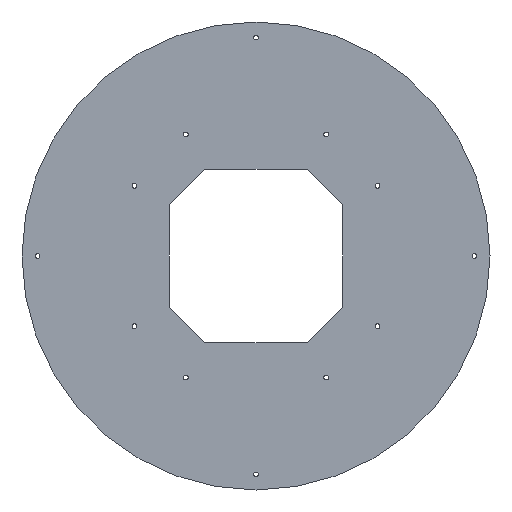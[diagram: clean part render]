
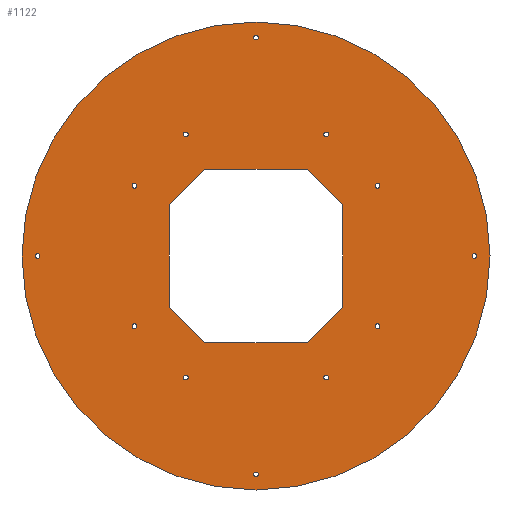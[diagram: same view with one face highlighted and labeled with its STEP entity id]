
A CAD part, front view. The second image highlights one B-rep face of the part: STEP entity #1122.
In plain terms, the highlighted planar face has unit normal (0, -1, 0).
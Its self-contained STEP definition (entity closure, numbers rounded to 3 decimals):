
#54=FACE_BOUND('',#229,.T.);
#55=FACE_BOUND('',#230,.T.);
#56=FACE_BOUND('',#231,.T.);
#57=FACE_BOUND('',#232,.T.);
#58=FACE_BOUND('',#233,.T.);
#59=FACE_BOUND('',#234,.T.);
#60=FACE_BOUND('',#235,.T.);
#61=FACE_BOUND('',#236,.T.);
#62=FACE_BOUND('',#237,.T.);
#63=FACE_BOUND('',#238,.T.);
#64=FACE_BOUND('',#239,.T.);
#65=FACE_BOUND('',#240,.T.);
#66=FACE_BOUND('',#241,.T.);
#80=CIRCLE('',#1180,3.05);
#81=CIRCLE('',#1182,3.05);
#82=CIRCLE('',#1184,3.05);
#83=CIRCLE('',#1186,3.05);
#84=CIRCLE('',#1188,3.05);
#85=CIRCLE('',#1190,3.05);
#86=CIRCLE('',#1192,3.05);
#87=CIRCLE('',#1194,3.05);
#88=CIRCLE('',#1196,3.05);
#89=CIRCLE('',#1198,3.05);
#90=CIRCLE('',#1200,3.05);
#91=CIRCLE('',#1202,3.05);
#92=CIRCLE('',#1204,300.);
#147=FACE_OUTER_BOUND('',#228,.T.);
#228=EDGE_LOOP('',(#1005));
#229=EDGE_LOOP('',(#1006,#1007,#1008,#1009,#1010,#1011,#1012,#1013));
#230=EDGE_LOOP('',(#1014));
#231=EDGE_LOOP('',(#1015));
#232=EDGE_LOOP('',(#1016));
#233=EDGE_LOOP('',(#1017));
#234=EDGE_LOOP('',(#1018));
#235=EDGE_LOOP('',(#1019));
#236=EDGE_LOOP('',(#1020));
#237=EDGE_LOOP('',(#1021));
#238=EDGE_LOOP('',(#1022));
#239=EDGE_LOOP('',(#1023));
#240=EDGE_LOOP('',(#1024));
#241=EDGE_LOOP('',(#1025));
#288=LINE('',#1589,#408);
#318=LINE('',#1672,#438);
#353=LINE('',#1741,#473);
#354=LINE('',#1744,#474);
#356=LINE('',#1747,#476);
#358=LINE('',#1751,#478);
#360=LINE('',#1755,#480);
#361=LINE('',#1757,#481);
#408=VECTOR('',#1288,10.);
#438=VECTOR('',#1348,10.);
#473=VECTOR('',#1417,10.);
#474=VECTOR('',#1420,10.);
#476=VECTOR('',#1424,10.);
#478=VECTOR('',#1428,10.);
#480=VECTOR('',#1432,10.);
#481=VECTOR('',#1435,10.);
#515=VERTEX_POINT('',#1586);
#516=VERTEX_POINT('',#1588);
#553=VERTEX_POINT('',#1669);
#554=VERTEX_POINT('',#1671);
#571=VERTEX_POINT('',#1739);
#572=VERTEX_POINT('',#1743);
#573=VERTEX_POINT('',#1749);
#574=VERTEX_POINT('',#1753);
#575=VERTEX_POINT('',#1759);
#576=VERTEX_POINT('',#1762);
#577=VERTEX_POINT('',#1765);
#578=VERTEX_POINT('',#1768);
#579=VERTEX_POINT('',#1771);
#580=VERTEX_POINT('',#1774);
#581=VERTEX_POINT('',#1777);
#582=VERTEX_POINT('',#1780);
#583=VERTEX_POINT('',#1783);
#584=VERTEX_POINT('',#1786);
#585=VERTEX_POINT('',#1789);
#586=VERTEX_POINT('',#1792);
#587=VERTEX_POINT('',#1795);
#634=EDGE_CURVE('',#516,#515,#288,.T.);
#677=EDGE_CURVE('',#554,#553,#318,.T.);
#712=EDGE_CURVE('',#553,#571,#353,.T.);
#713=EDGE_CURVE('',#572,#516,#354,.T.);
#715=EDGE_CURVE('',#515,#554,#356,.T.);
#717=EDGE_CURVE('',#571,#573,#358,.T.);
#719=EDGE_CURVE('',#573,#574,#360,.T.);
#720=EDGE_CURVE('',#574,#572,#361,.T.);
#721=EDGE_CURVE('',#575,#575,#80,.T.);
#722=EDGE_CURVE('',#576,#576,#81,.T.);
#723=EDGE_CURVE('',#577,#577,#82,.T.);
#724=EDGE_CURVE('',#578,#578,#83,.T.);
#725=EDGE_CURVE('',#579,#579,#84,.T.);
#726=EDGE_CURVE('',#580,#580,#85,.T.);
#727=EDGE_CURVE('',#581,#581,#86,.T.);
#728=EDGE_CURVE('',#582,#582,#87,.T.);
#729=EDGE_CURVE('',#583,#583,#88,.T.);
#730=EDGE_CURVE('',#584,#584,#89,.T.);
#731=EDGE_CURVE('',#585,#585,#90,.T.);
#732=EDGE_CURVE('',#586,#586,#91,.T.);
#733=EDGE_CURVE('',#587,#587,#92,.T.);
#1005=ORIENTED_EDGE('',*,*,#733,.F.);
#1006=ORIENTED_EDGE('',*,*,#712,.T.);
#1007=ORIENTED_EDGE('',*,*,#717,.T.);
#1008=ORIENTED_EDGE('',*,*,#719,.T.);
#1009=ORIENTED_EDGE('',*,*,#720,.T.);
#1010=ORIENTED_EDGE('',*,*,#713,.T.);
#1011=ORIENTED_EDGE('',*,*,#634,.T.);
#1012=ORIENTED_EDGE('',*,*,#715,.T.);
#1013=ORIENTED_EDGE('',*,*,#677,.T.);
#1014=ORIENTED_EDGE('',*,*,#732,.F.);
#1015=ORIENTED_EDGE('',*,*,#731,.F.);
#1016=ORIENTED_EDGE('',*,*,#730,.F.);
#1017=ORIENTED_EDGE('',*,*,#729,.F.);
#1018=ORIENTED_EDGE('',*,*,#728,.F.);
#1019=ORIENTED_EDGE('',*,*,#727,.F.);
#1020=ORIENTED_EDGE('',*,*,#726,.F.);
#1021=ORIENTED_EDGE('',*,*,#725,.F.);
#1022=ORIENTED_EDGE('',*,*,#724,.F.);
#1023=ORIENTED_EDGE('',*,*,#723,.F.);
#1024=ORIENTED_EDGE('',*,*,#722,.F.);
#1025=ORIENTED_EDGE('',*,*,#721,.F.);
#1067=PLANE('',#1205);
#1122=ADVANCED_FACE('',(#147,#54,#55,#56,#57,#58,#59,#60,#61,#62,#63,#64,
#65,#66),#1067,.F.);
#1180=AXIS2_PLACEMENT_3D('',#1760,#1438,#1439);
#1182=AXIS2_PLACEMENT_3D('',#1763,#1442,#1443);
#1184=AXIS2_PLACEMENT_3D('',#1766,#1446,#1447);
#1186=AXIS2_PLACEMENT_3D('',#1769,#1450,#1451);
#1188=AXIS2_PLACEMENT_3D('',#1772,#1454,#1455);
#1190=AXIS2_PLACEMENT_3D('',#1775,#1458,#1459);
#1192=AXIS2_PLACEMENT_3D('',#1778,#1462,#1463);
#1194=AXIS2_PLACEMENT_3D('',#1781,#1466,#1467);
#1196=AXIS2_PLACEMENT_3D('',#1784,#1470,#1471);
#1198=AXIS2_PLACEMENT_3D('',#1787,#1474,#1475);
#1200=AXIS2_PLACEMENT_3D('',#1790,#1478,#1479);
#1202=AXIS2_PLACEMENT_3D('',#1793,#1482,#1483);
#1204=AXIS2_PLACEMENT_3D('',#1796,#1486,#1487);
#1205=AXIS2_PLACEMENT_3D('',#1797,#1488,#1489);
#1288=DIRECTION('',(0.707,0.,0.707));
#1348=DIRECTION('',(0.707,0.,-0.707));
#1417=DIRECTION('',(0.,0.,-1.));
#1420=DIRECTION('',(0.,0.,1.));
#1424=DIRECTION('',(1.,0.,0.));
#1428=DIRECTION('',(-0.707,0.,-0.707));
#1432=DIRECTION('',(-1.,0.,0.));
#1435=DIRECTION('',(-0.707,0.,0.707));
#1438=DIRECTION('center_axis',(0.,-1.,0.));
#1439=DIRECTION('ref_axis',(1.,0.,0.));
#1442=DIRECTION('center_axis',(0.,-1.,0.));
#1443=DIRECTION('ref_axis',(1.,0.,0.));
#1446=DIRECTION('center_axis',(0.,-1.,0.));
#1447=DIRECTION('ref_axis',(1.,0.,0.));
#1450=DIRECTION('center_axis',(0.,-1.,0.));
#1451=DIRECTION('ref_axis',(1.,0.,0.));
#1454=DIRECTION('center_axis',(0.,-1.,0.));
#1455=DIRECTION('ref_axis',(1.,0.,0.));
#1458=DIRECTION('center_axis',(0.,-1.,0.));
#1459=DIRECTION('ref_axis',(1.,0.,0.));
#1462=DIRECTION('center_axis',(0.,-1.,0.));
#1463=DIRECTION('ref_axis',(1.,0.,0.));
#1466=DIRECTION('center_axis',(0.,-1.,0.));
#1467=DIRECTION('ref_axis',(1.,0.,0.));
#1470=DIRECTION('center_axis',(0.,-1.,0.));
#1471=DIRECTION('ref_axis',(1.,0.,0.));
#1474=DIRECTION('center_axis',(0.,-1.,0.));
#1475=DIRECTION('ref_axis',(1.,0.,0.));
#1478=DIRECTION('center_axis',(0.,-1.,0.));
#1479=DIRECTION('ref_axis',(1.,0.,0.));
#1482=DIRECTION('center_axis',(0.,-1.,0.));
#1483=DIRECTION('ref_axis',(1.,0.,0.));
#1486=DIRECTION('center_axis',(0.,1.,0.));
#1487=DIRECTION('ref_axis',(1.,0.,0.));
#1488=DIRECTION('center_axis',(0.,1.,0.));
#1489=DIRECTION('ref_axis',(1.,0.,0.));
#1586=CARTESIAN_POINT('',(-66.,0.,111.));
#1588=CARTESIAN_POINT('',(-111.,0.,66.));
#1589=CARTESIAN_POINT('',(-77.25,0.,99.75));
#1669=CARTESIAN_POINT('',(111.,0.,66.));
#1671=CARTESIAN_POINT('',(66.,0.,111.));
#1672=CARTESIAN_POINT('',(99.75,0.,77.25));
#1739=CARTESIAN_POINT('',(111.,0.,-66.));
#1741=CARTESIAN_POINT('',(111.,0.,-33.));
#1743=CARTESIAN_POINT('',(-111.,0.,-66.));
#1744=CARTESIAN_POINT('',(-111.,0.,33.));
#1747=CARTESIAN_POINT('',(33.,0.,111.));
#1749=CARTESIAN_POINT('',(66.,0.,-111.));
#1751=CARTESIAN_POINT('',(77.25,0.,-99.75));
#1753=CARTESIAN_POINT('',(-66.,0.,-111.));
#1755=CARTESIAN_POINT('',(-33.,0.,-111.));
#1757=CARTESIAN_POINT('',(-99.75,0.,-77.25));
#1759=CARTESIAN_POINT('',(-158.935,0.,-90.));
#1760=CARTESIAN_POINT('Origin',(-155.885,0.,-90.));
#1762=CARTESIAN_POINT('',(276.95,0.,0.));
#1763=CARTESIAN_POINT('Origin',(280.,0.,0.));
#1765=CARTESIAN_POINT('',(152.835,0.,-90.));
#1766=CARTESIAN_POINT('Origin',(155.885,0.,-90.));
#1768=CARTESIAN_POINT('',(86.95,0.,155.885));
#1769=CARTESIAN_POINT('Origin',(90.,0.,155.885));
#1771=CARTESIAN_POINT('',(-93.05,0.,155.885));
#1772=CARTESIAN_POINT('Origin',(-90.,0.,155.885));
#1774=CARTESIAN_POINT('',(-3.05,0.,-280.));
#1775=CARTESIAN_POINT('Origin',(0.,0.,-280.));
#1777=CARTESIAN_POINT('',(86.95,0.,-155.885));
#1778=CARTESIAN_POINT('Origin',(90.,0.,-155.885));
#1780=CARTESIAN_POINT('',(-283.05,0.,0.));
#1781=CARTESIAN_POINT('Origin',(-280.,0.,0.));
#1783=CARTESIAN_POINT('',(152.835,0.,90.));
#1784=CARTESIAN_POINT('Origin',(155.885,0.,90.));
#1786=CARTESIAN_POINT('',(-3.05,0.,280.));
#1787=CARTESIAN_POINT('Origin',(0.,0.,280.));
#1789=CARTESIAN_POINT('',(-93.05,0.,-155.885));
#1790=CARTESIAN_POINT('Origin',(-90.,0.,-155.885));
#1792=CARTESIAN_POINT('',(-158.935,0.,90.));
#1793=CARTESIAN_POINT('Origin',(-155.885,0.,90.));
#1795=CARTESIAN_POINT('',(-300.,0.,0.));
#1796=CARTESIAN_POINT('Origin',(0.,0.,0.));
#1797=CARTESIAN_POINT('Origin',(0.,0.,0.));
